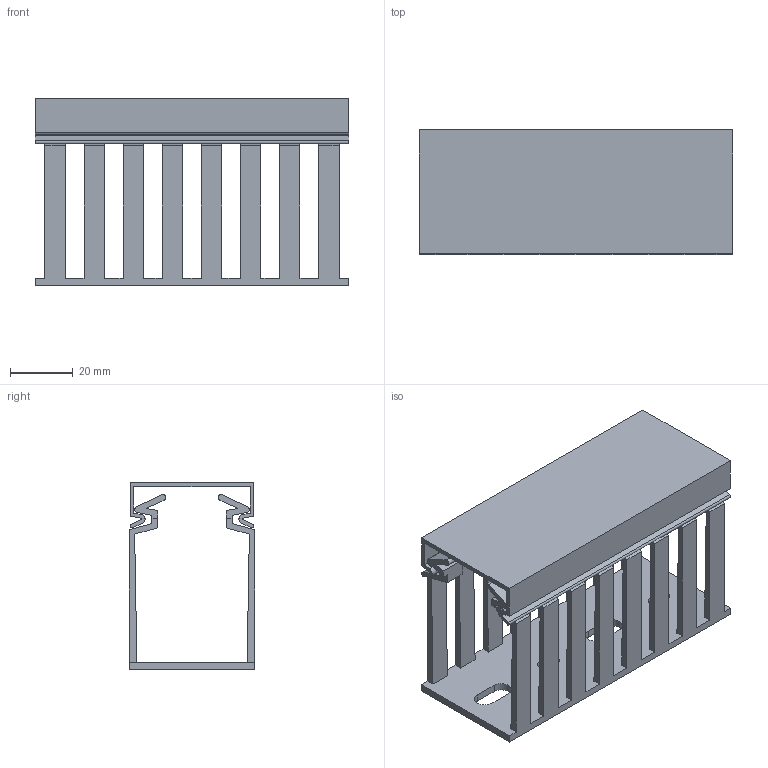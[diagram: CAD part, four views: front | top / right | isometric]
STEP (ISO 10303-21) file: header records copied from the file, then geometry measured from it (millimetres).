
FILE_DESCRIPTION((''),'2;1');
FILE_NAME('BA7600400_ASM','2022-04-20T07:59:36',('buserr'),(''),'CREO PARAMETRIC BY PTC INC, 2021184','CREO PARAMETRIC BY PTC INC, 2021184','');
FILE_SCHEMA(('AUTOMOTIVE_DESIGN { 1 0 10303 214 1 1 1 1 }'));
Length unit declared in the file: millimetre
Products named in the file (3): PROXY_BA7600401; PROXY_BA7402_2; BA7600400_ASM
Assembly tree (2 placements, depth 2):
  BA7600400_ASM
    PROXY_BA7600401
    PROXY_BA7402_2
Bounding box: 100 x 40 x 60 mm (x, y, z)
Volume: 34946.5 mm3; surface area: 44341 mm2
Topology: 2 solids, 2 shells, 316 faces, 946 edges, 634 vertices
Faces by surface type: plane 270, cylinder 46
Entity records: 12166 total; most frequent: CARTESIAN_POINT 1959, ORIENTED_EDGE 1872, DIRECTION 1783, EDGE_CURVE 936, VECTOR 858, LINE 858, VERTEX_POINT 624, AXIS2_PLACEMENT_3D 458
